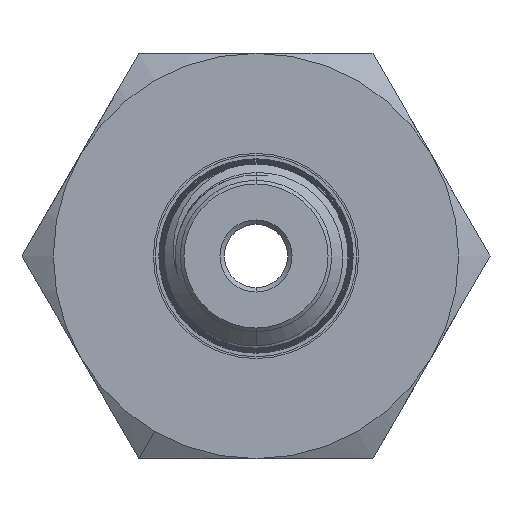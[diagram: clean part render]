
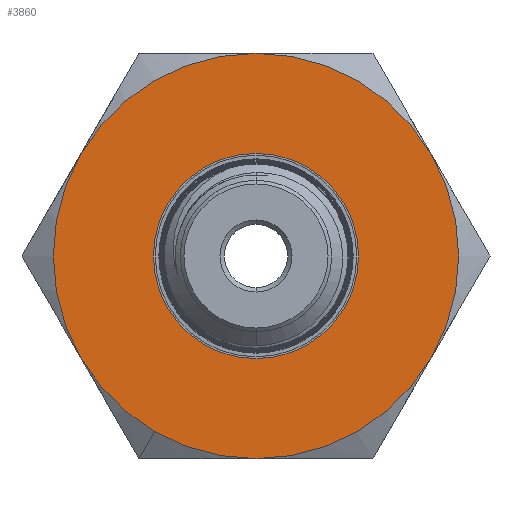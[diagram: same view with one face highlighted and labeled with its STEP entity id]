
A CAD part, left-side view. The second image highlights one B-rep face of the part: STEP entity #3860.
In plain terms, the highlighted planar face has unit normal (-1, 0, 0).
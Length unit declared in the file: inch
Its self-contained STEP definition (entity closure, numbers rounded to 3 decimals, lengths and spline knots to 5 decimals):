
#100 = CARTESIAN_POINT ( 'NONE',  ( -0.47225, 0., -0.5625 ) ) ;
#143 = DIRECTION ( 'NONE',  ( 0., 1., 0. ) ) ;
#349 = EDGE_CURVE ( 'NONE', #3035, #983, #11354, .T. ) ;
#377 = ORIENTED_EDGE ( 'NONE', *, *, #16591, .T. ) ;
#866 = VERTEX_POINT ( 'NONE', #2843 ) ;
#873 = DIRECTION ( 'NONE',  ( -1., 0., 0. ) ) ;
#983 = VERTEX_POINT ( 'NONE', #100 ) ;
#1253 = CARTESIAN_POINT ( 'NONE',  ( -0.47225, 0.28475, 0. ) ) ;
#1366 = DIRECTION ( 'NONE',  ( 0., 0., -1. ) ) ;
#1592 = CIRCLE ( 'NONE', #1806, 0.28475 ) ;
#1754 = CARTESIAN_POINT ( 'NONE',  ( -0.47225, 0., 0. ) ) ;
#1806 = AXIS2_PLACEMENT_3D ( 'NONE', #17384, #2869, #18887 ) ;
#1937 = ORIENTED_EDGE ( 'NONE', *, *, #7285, .T. ) ;
#1953 = CARTESIAN_POINT ( 'NONE',  ( -0.47225, -0.48714, -0.28125 ) ) ;
#2341 = CARTESIAN_POINT ( 'NONE',  ( -0.47225, 0., 0. ) ) ;
#2447 = EDGE_CURVE ( 'NONE', #983, #13293, #4575, .T. ) ;
#2599 = CARTESIAN_POINT ( 'NONE',  ( -0.47225, 0., 0. ) ) ;
#2659 = CARTESIAN_POINT ( 'NONE',  ( -0.47225, 0., 0. ) ) ;
#2843 = CARTESIAN_POINT ( 'NONE',  ( -0.47225, 0.48714, 0.28125 ) ) ;
#2869 = DIRECTION ( 'NONE',  ( 1., 0., 0. ) ) ;
#3035 = VERTEX_POINT ( 'NONE', #11066 ) ;
#3413 = AXIS2_PLACEMENT_3D ( 'NONE', #15674, #873, #9802 ) ;
#3524 = DIRECTION ( 'NONE',  ( 0., 0., -1. ) ) ;
#3860 = ADVANCED_FACE ( 'NONE', ( #8678, #11242 ), #6040, .F. ) ;
#4384 = AXIS2_PLACEMENT_3D ( 'NONE', #1754, #18068, #143 ) ;
#4574 = DIRECTION ( 'NONE',  ( 0., 0., -1. ) ) ;
#4575 = CIRCLE ( 'NONE', #12423, 0.5625 ) ;
#4859 = EDGE_LOOP ( 'NONE', ( #377, #1937 ) ) ;
#5522 = DIRECTION ( 'NONE',  ( 0., 0., -1. ) ) ;
#5564 = AXIS2_PLACEMENT_3D ( 'NONE', #8008, #12279, #3524 ) ;
#5736 = EDGE_CURVE ( 'NONE', #13293, #14529, #14209, .T. ) ;
#6040 = PLANE ( 'NONE',  #16206 ) ;
#6360 = EDGE_CURVE ( 'NONE', #12190, #3035, #17831, .T. ) ;
#6372 = CARTESIAN_POINT ( 'NONE',  ( -0.47225, -0.28475, 0. ) ) ;
#7223 = AXIS2_PLACEMENT_3D ( 'NONE', #16340, #16099, #17712 ) ;
#7285 = EDGE_CURVE ( 'NONE', #17462, #16645, #1592, .T. ) ;
#7315 = DIRECTION ( 'NONE',  ( 0., 0., -1. ) ) ;
#7413 = AXIS2_PLACEMENT_3D ( 'NONE', #2341, #8397, #17296 ) ;
#8008 = CARTESIAN_POINT ( 'NONE',  ( -0.47225, 0., 0. ) ) ;
#8349 = CIRCLE ( 'NONE', #4384, 0.5625 ) ;
#8397 = DIRECTION ( 'NONE',  ( 1., 0., 0. ) ) ;
#8437 = CIRCLE ( 'NONE', #7413, 0.28475 ) ;
#8678 = FACE_BOUND ( 'NONE', #4859, .T. ) ;
#8865 = AXIS2_PLACEMENT_3D ( 'NONE', #2659, #11703, #1366 ) ;
#8871 = CARTESIAN_POINT ( 'NONE',  ( -0.47225, 0., 0. ) ) ;
#9784 = DIRECTION ( 'NONE',  ( -1., 0., 0. ) ) ;
#9802 = DIRECTION ( 'NONE',  ( 0., 0., -1. ) ) ;
#10059 = ORIENTED_EDGE ( 'NONE', *, *, #6360, .T. ) ;
#10427 = DIRECTION ( 'NONE',  ( 1., 0., 0. ) ) ;
#10530 = EDGE_LOOP ( 'NONE', ( #17339, #18770, #12499, #17442, #14143, #18267, #10059 ) ) ;
#11066 = CARTESIAN_POINT ( 'NONE',  ( -0.47225, 0.48714, -0.28125 ) ) ;
#11242 = FACE_OUTER_BOUND ( 'NONE', #10530, .T. ) ;
#11354 = CIRCLE ( 'NONE', #3413, 0.5625 ) ;
#11703 = DIRECTION ( 'NONE',  ( -1., 0., 0. ) ) ;
#12190 = VERTEX_POINT ( 'NONE', #14428 ) ;
#12232 = EDGE_CURVE ( 'NONE', #866, #12190, #16782, .T. ) ;
#12279 = DIRECTION ( 'NONE',  ( -1., 0., 0. ) ) ;
#12423 = AXIS2_PLACEMENT_3D ( 'NONE', #16392, #16079, #4574 ) ;
#12499 = ORIENTED_EDGE ( 'NONE', *, *, #5736, .T. ) ;
#12939 = EDGE_CURVE ( 'NONE', #14529, #15121, #17303, .T. ) ;
#13293 = VERTEX_POINT ( 'NONE', #1953 ) ;
#14143 = ORIENTED_EDGE ( 'NONE', *, *, #17989, .F. ) ;
#14209 = CIRCLE ( 'NONE', #5564, 0.5625 ) ;
#14428 = CARTESIAN_POINT ( 'NONE',  ( -0.47225, 0.5625, 0. ) ) ;
#14529 = VERTEX_POINT ( 'NONE', #14646 ) ;
#14545 = AXIS2_PLACEMENT_3D ( 'NONE', #2599, #9784, #5522 ) ;
#14646 = CARTESIAN_POINT ( 'NONE',  ( -0.47225, -0.48714, 0.28125 ) ) ;
#14692 = CARTESIAN_POINT ( 'NONE',  ( -0.47225, 0., 0.5625 ) ) ;
#15121 = VERTEX_POINT ( 'NONE', #14692 ) ;
#15674 = CARTESIAN_POINT ( 'NONE',  ( -0.47225, 0., 0. ) ) ;
#16079 = DIRECTION ( 'NONE',  ( -1., 0., 0. ) ) ;
#16099 = DIRECTION ( 'NONE',  ( -1., 0., 0. ) ) ;
#16206 = AXIS2_PLACEMENT_3D ( 'NONE', #8871, #10427, #7315 ) ;
#16340 = CARTESIAN_POINT ( 'NONE',  ( -0.47225, 0., 0. ) ) ;
#16392 = CARTESIAN_POINT ( 'NONE',  ( -0.47225, 0., 0. ) ) ;
#16591 = EDGE_CURVE ( 'NONE', #16645, #17462, #8437, .T. ) ;
#16645 = VERTEX_POINT ( 'NONE', #1253 ) ;
#16782 = CIRCLE ( 'NONE', #14545, 0.5625 ) ;
#17296 = DIRECTION ( 'NONE',  ( 0., 1., 0. ) ) ;
#17303 = CIRCLE ( 'NONE', #7223, 0.5625 ) ;
#17339 = ORIENTED_EDGE ( 'NONE', *, *, #349, .T. ) ;
#17384 = CARTESIAN_POINT ( 'NONE',  ( -0.47225, 0., 0. ) ) ;
#17442 = ORIENTED_EDGE ( 'NONE', *, *, #12939, .T. ) ;
#17462 = VERTEX_POINT ( 'NONE', #6372 ) ;
#17712 = DIRECTION ( 'NONE',  ( 0., 0., -1. ) ) ;
#17831 = CIRCLE ( 'NONE', #8865, 0.5625 ) ;
#17989 = EDGE_CURVE ( 'NONE', #866, #15121, #8349, .T. ) ;
#18068 = DIRECTION ( 'NONE',  ( 1., 0., 0. ) ) ;
#18267 = ORIENTED_EDGE ( 'NONE', *, *, #12232, .T. ) ;
#18770 = ORIENTED_EDGE ( 'NONE', *, *, #2447, .T. ) ;
#18887 = DIRECTION ( 'NONE',  ( 0., 1., 0. ) ) ;
